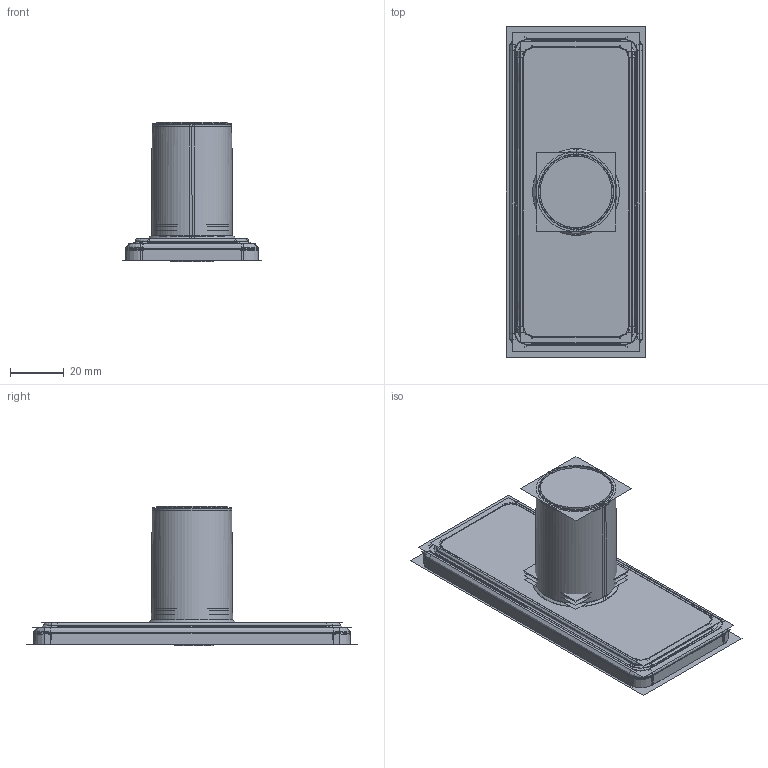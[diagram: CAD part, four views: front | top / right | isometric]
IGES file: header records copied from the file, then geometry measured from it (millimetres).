
Start section:  PTC IGES file: 1139cb.igs
Global section: file name: 1139cb.igs; native system: Creo Parametric by Parametric Technology Corporation; preprocessor: 2013150; author: rsmith; organization: Unknown; date: 20140625.100548; units: inch
Bounding box: 52.04 x 123.36 x 52.26 mm (x, y, z)
Surface area: 224056.7 mm2 (no closed solid volume)
Topology: 0 solids, 0 shells, 664 faces, 9092 edges, 11953 vertices
Faces by surface type: bspline 340, revolution 324
